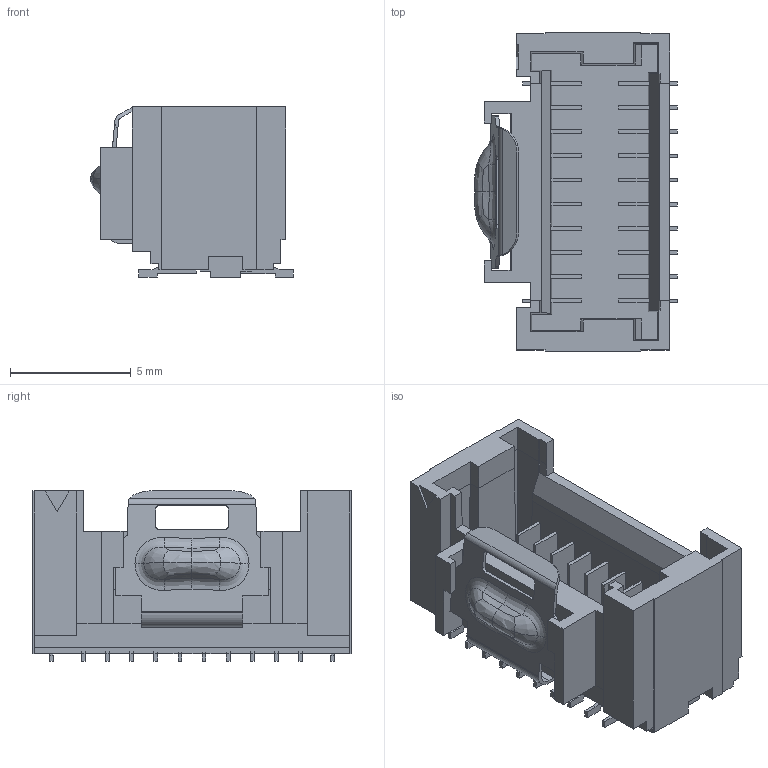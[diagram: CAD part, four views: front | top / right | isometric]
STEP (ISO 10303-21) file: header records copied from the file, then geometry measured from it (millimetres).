
FILE_DESCRIPTION(('CoCreate Modeling STEP Export'),'2;1');
FILE_NAME('DF50-20DP-1V.stp','2013-02-12T14:57:27',(''),(''),'CoCreate Modeling STEP processor for AP214 (Solid Model)','CoCreate Modeling 17.0 01-Apr-2010 (C) Parametric Technology GmbH','');
FILE_SCHEMA(('AUTOMOTIVE_DESIGN { 1 0 10303 214 1 1 1 1 }'));
Length unit declared in the file: millimetre
Products named in the file (1): DF50-20DP-1V
Bounding box: 8.4 x 13.18 x 7.05 mm (x, y, z)
Volume: 256.4 mm3; surface area: 818.3 mm2
Topology: 1 solids, 1 shells, 477 faces, 1392 edges, 919 vertices
Faces by surface type: plane 419, bspline 41, cylinder 17
Entity records: 36335 total; most frequent: CARTESIAN_POINT 24300, ORIENTED_EDGE 2784, DIRECTION 2078, EDGE_CURVE 1392, VECTOR 1222, LINE 1222, VERTEX_POINT 919, EDGE_LOOP 481
